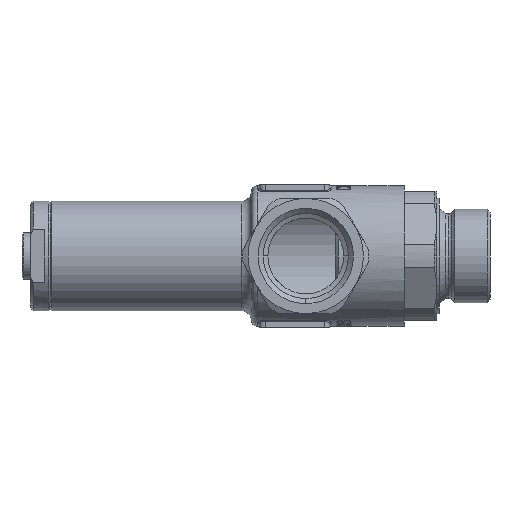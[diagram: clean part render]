
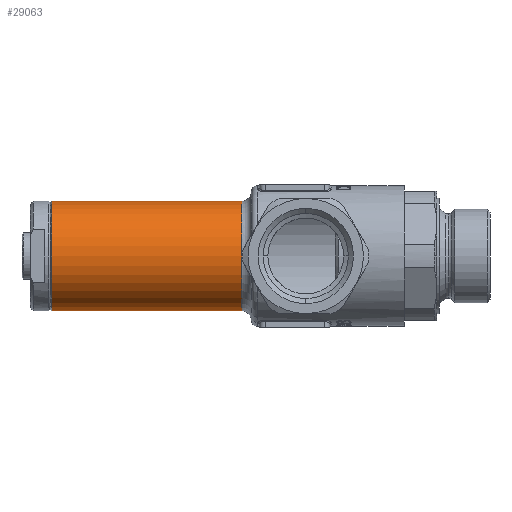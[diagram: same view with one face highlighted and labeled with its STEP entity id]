
A CAD part, left-side view. The second image highlights one B-rep face of the part: STEP entity #29063.
In plain terms, the highlighted cylindrical face has radius 19.5 mm (diameter 39 mm), a partial arc.
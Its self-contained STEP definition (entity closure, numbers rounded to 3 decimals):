
#1341 = VERTEX_POINT ( 'NONE', #16306 ) ;
#1893 = CARTESIAN_POINT ( 'NONE',  ( 0., 100.55, 0. ) ) ;
#1950 = VECTOR ( 'NONE', #18776, 1000. ) ;
#2397 = EDGE_LOOP ( 'NONE', ( #16477, #19009, #6228, #20629 ) ) ;
#3468 = EDGE_CURVE ( 'NONE', #1341, #6686, #8026, .T. ) ;
#4187 = DIRECTION ( 'NONE',  ( 0., 0., 1. ) ) ;
#5671 = CARTESIAN_POINT ( 'NONE',  ( 0., 101.05, 19.5 ) ) ;
#5871 = DIRECTION ( 'NONE',  ( 0., 1., 0. ) ) ;
#6228 = ORIENTED_EDGE ( 'NONE', *, *, #3468, .T. ) ;
#6585 = CYLINDRICAL_SURFACE ( 'NONE', #9625, 19.5 ) ;
#6686 = VERTEX_POINT ( 'NONE', #7891 ) ;
#7581 = VERTEX_POINT ( 'NONE', #20066 ) ;
#7629 = AXIS2_PLACEMENT_3D ( 'NONE', #1893, #17713, #4187 ) ;
#7796 = CARTESIAN_POINT ( 'NONE',  ( 0., 32.891, 19.5 ) ) ;
#7891 = CARTESIAN_POINT ( 'NONE',  ( 0., 32.891, -19.5 ) ) ;
#8026 = LINE ( 'NONE', #10289, #1950 ) ;
#8320 = EDGE_CURVE ( 'NONE', #7581, #1341, #23245, .T. ) ;
#8740 = FACE_OUTER_BOUND ( 'NONE', #2397, .T. ) ;
#9625 = AXIS2_PLACEMENT_3D ( 'NONE', #19170, #28416, #10499 ) ;
#9808 = VERTEX_POINT ( 'NONE', #7796 ) ;
#10289 = CARTESIAN_POINT ( 'NONE',  ( 0., 101.05, -19.5 ) ) ;
#10499 = DIRECTION ( 'NONE',  ( 0., 0., -1. ) ) ;
#11252 = AXIS2_PLACEMENT_3D ( 'NONE', #19410, #5871, #21678 ) ;
#12353 = EDGE_CURVE ( 'NONE', #6686, #9808, #28418, .T. ) ;
#14712 = VECTOR ( 'NONE', #16636, 1000. ) ;
#16306 = CARTESIAN_POINT ( 'NONE',  ( 0., 100.55, -19.5 ) ) ;
#16477 = ORIENTED_EDGE ( 'NONE', *, *, #24623, .F. ) ;
#16636 = DIRECTION ( 'NONE',  ( 0., -1., 0. ) ) ;
#17713 = DIRECTION ( 'NONE',  ( 0., -1., 0. ) ) ;
#18776 = DIRECTION ( 'NONE',  ( 0., -1., 0. ) ) ;
#19009 = ORIENTED_EDGE ( 'NONE', *, *, #8320, .T. ) ;
#19170 = CARTESIAN_POINT ( 'NONE',  ( 0., 101.05, 0. ) ) ;
#19410 = CARTESIAN_POINT ( 'NONE',  ( 0., 32.891, 0. ) ) ;
#20066 = CARTESIAN_POINT ( 'NONE',  ( 0., 100.55, 19.5 ) ) ;
#20629 = ORIENTED_EDGE ( 'NONE', *, *, #12353, .T. ) ;
#21678 = DIRECTION ( 'NONE',  ( 0., 0., -1. ) ) ;
#23245 = CIRCLE ( 'NONE', #7629, 19.5 ) ;
#24623 = EDGE_CURVE ( 'NONE', #7581, #9808, #26710, .T. ) ;
#26710 = LINE ( 'NONE', #5671, #14712 ) ;
#28416 = DIRECTION ( 'NONE',  ( 0., -1., 0. ) ) ;
#28418 = CIRCLE ( 'NONE', #11252, 19.5 ) ;
#29063 = ADVANCED_FACE ( 'NONE', ( #8740 ), #6585, .T. ) ;
